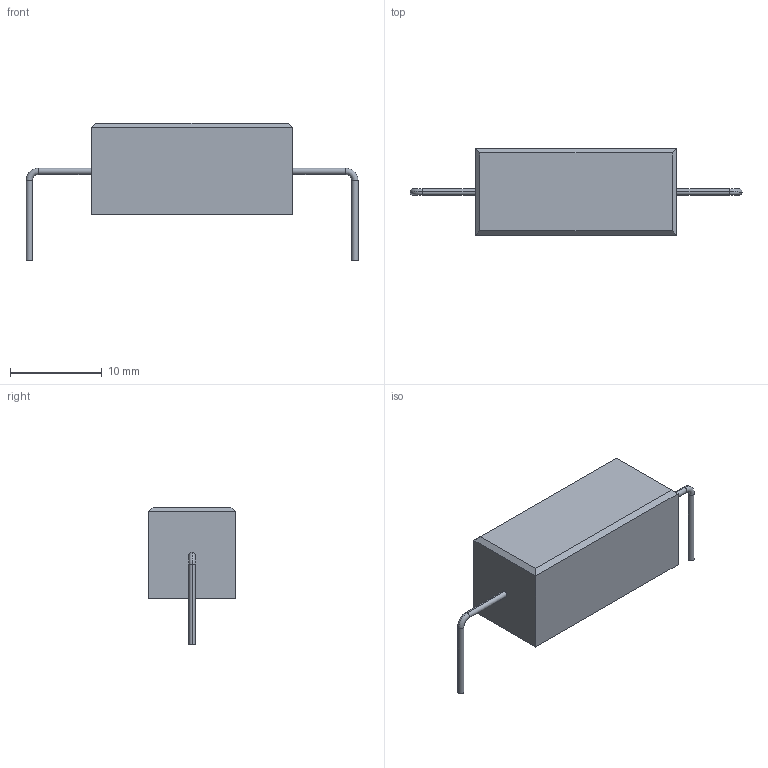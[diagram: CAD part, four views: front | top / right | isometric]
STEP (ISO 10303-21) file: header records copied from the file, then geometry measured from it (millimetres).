
FILE_DESCRIPTION (( 'STEP AP214' ), '1' );
FILE_NAME ('RES-TH_BD9.5-L22.0-H9.5-P35.56-D0.7.step', '2022-07-28T09:22:17', ( '' ), ( '' ), 'SwSTEP 2.0', 'SolidWorks 2020', '' );
FILE_SCHEMA (( 'AUTOMOTIVE_DESIGN' ));
Length unit declared in the file: millimetre
Products named in the file (1): RES-TH_BD9.5-L22.0-H9.5-P35.56-D0.7
Bounding box: 36.24 x 9.5 x 15 mm (x, y, z)
Volume: 2019 mm3; surface area: 1125.5 mm2
Topology: 1 solids, 1 shells, 253 faces, 675 edges, 446 vertices
Faces by surface type: plane 143, bspline 98, cylinder 8, torus 4
Entity records: 11142 total; most frequent: CARTESIAN_POINT 2681, ORIENTED_EDGE 1350, DIRECTION 807, EDGE_CURVE 675, VECTOR 455, LINE 455, VERTEX_POINT 446, EDGE_LOOP 275
